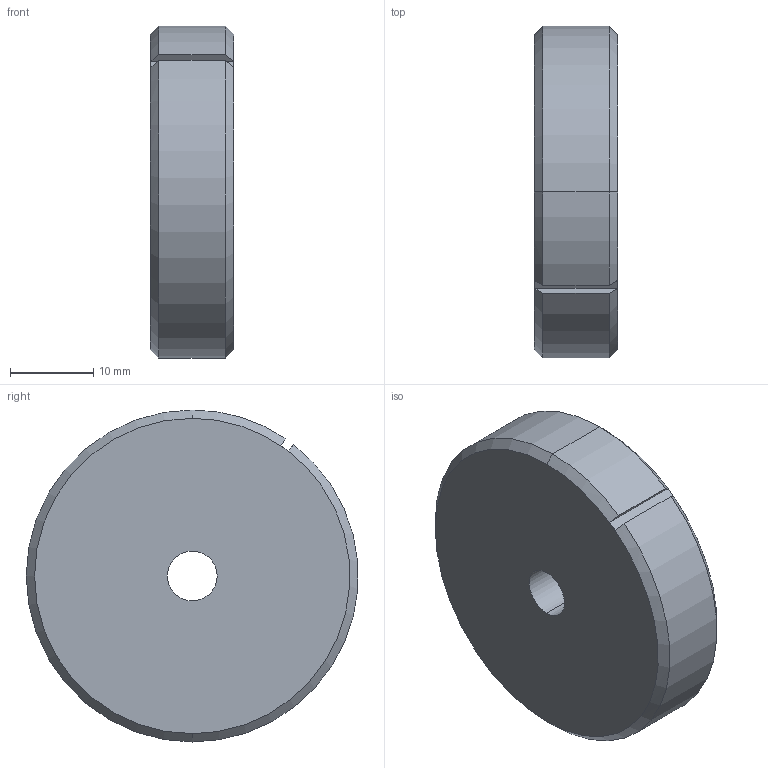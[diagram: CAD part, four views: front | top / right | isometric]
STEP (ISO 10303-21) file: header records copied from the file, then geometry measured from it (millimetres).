
FILE_DESCRIPTION (( 'STEP AP203' ), '1' );
FILE_NAME ('RondelleVisBille_Défaut_sldprt.STEP', '2019-10-29T08:20:35', ( '' ), ( '' ), 'SwSTEP 2.0', 'SolidWorks 2017', '' );
FILE_SCHEMA (( 'CONFIG_CONTROL_DESIGN' ));
Length unit declared in the file: millimetre
Products named in the file (1): RondelleVisBille_Défaut_sldprt
Bounding box: 10 x 39.94 x 40 mm (x, y, z)
Volume: 12036.4 mm3; surface area: 3747.5 mm2
Topology: 1 solids, 1 shells, 18 faces, 44 edges, 28 vertices
Faces by surface type: cone 8, cylinder 5, plane 5
Entity records: 627 total; most frequent: CARTESIAN_POINT 115, DIRECTION 94, ORIENTED_EDGE 88, EDGE_CURVE 44, AXIS2_PLACEMENT_3D 37, VERTEX_POINT 28, LINE 20, VECTOR 20
